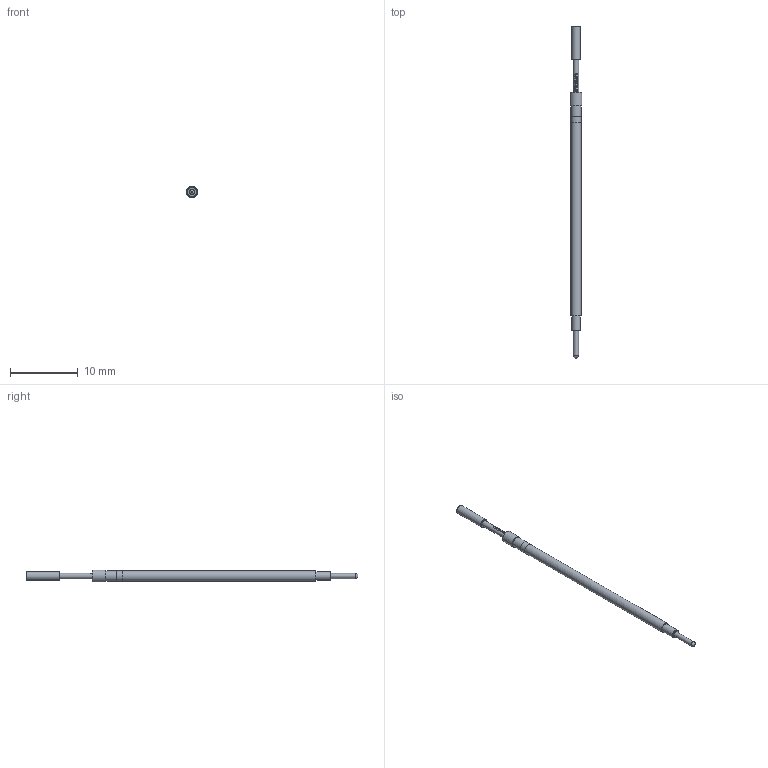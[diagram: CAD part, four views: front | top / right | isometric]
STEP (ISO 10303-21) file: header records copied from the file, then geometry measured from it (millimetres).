
FILE_DESCRIPTION(/* description */ (''),/* implementation_level */ '2;1');
FILE_NAME(/* name */ 'China KG-300K.step',/* time_stamp */ '2023-10-31T18:22:21-07:00',/* author */ (''),/* organization */ (''),/* preprocessor_version */ 'ST-DEVELOPER v20',/* originating_system */ 'Autodesk Translation Framework v12.14.0.127',/* authorisation */ '');
FILE_SCHEMA (('AUTOMOTIVE_DESIGN { 1 0 10303 214 3 1 1 }'));
Length unit declared in the file: millimetre
Products named in the file (1): China KG-300K
Bounding box: 1.75 x 49 x 1.75 mm (x, y, z)
Volume: 72.8 mm3; surface area: 213.9 mm2
Topology: 1 solids, 1 shells, 86 faces, 213 edges, 142 vertices
Faces by surface type: plane 49, bspline 23, cylinder 14
Full cylindrical faces by diameter (mm): 0.75 x1, 0.85 x1, 1.275 x1, 1.3 x1, 1.49 x2, 1.525 x1, 1.75 x1
Entity records: 3039 total; most frequent: CARTESIAN_POINT 973, ORIENTED_EDGE 426, DIRECTION 396, EDGE_CURVE 213, AXIS2_PLACEMENT_3D 143, VERTEX_POINT 142, LINE 110, VECTOR 110
